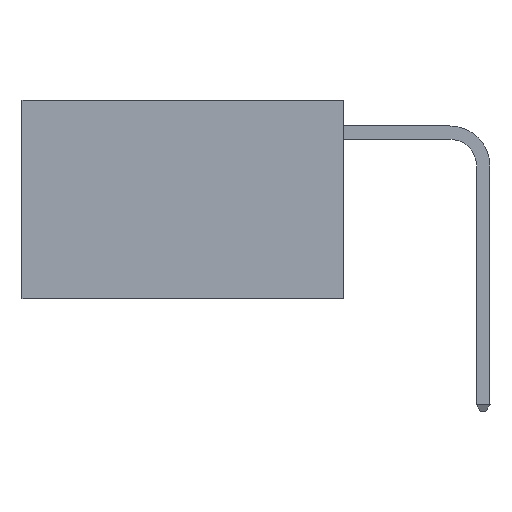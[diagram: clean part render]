
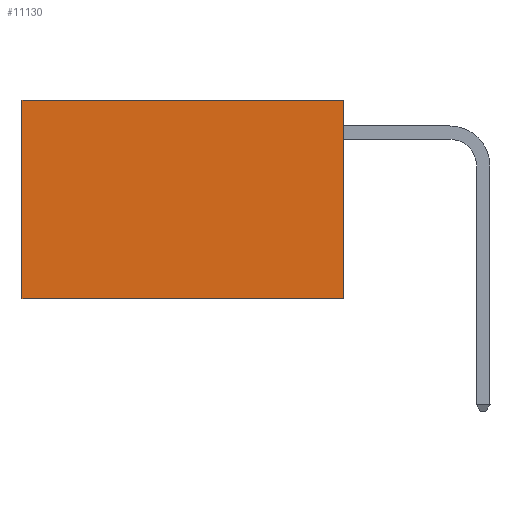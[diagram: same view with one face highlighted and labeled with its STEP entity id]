
A CAD part, left-side view. The second image highlights one B-rep face of the part: STEP entity #11130.
In plain terms, the highlighted planar face has unit normal (-1, 0, 0).
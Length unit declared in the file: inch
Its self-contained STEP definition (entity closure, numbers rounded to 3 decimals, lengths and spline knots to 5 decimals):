
#105 = LINE ( 'NONE', #1255, #4336 ) ;
#376 = CARTESIAN_POINT ( 'NONE',  ( 0.2625, 0.6, 0. ) ) ;
#482 = EDGE_CURVE ( 'NONE', #10877, #2348, #2195, .T. ) ;
#956 = DIRECTION ( 'NONE',  ( 0., 0., -1. ) ) ;
#1115 = CARTESIAN_POINT ( 'NONE',  ( 0.2625, 0., -0.37 ) ) ;
#1255 = CARTESIAN_POINT ( 'NONE',  ( 0.2625, 0.6, 0. ) ) ;
#2195 = LINE ( 'NONE', #1115, #4553 ) ;
#2348 = VERTEX_POINT ( 'NONE', #8930 ) ;
#3471 = EDGE_CURVE ( 'NONE', #6485, #14037, #13404, .T. ) ;
#3663 = EDGE_CURVE ( 'NONE', #14037, #2348, #105, .T. ) ;
#4336 = VECTOR ( 'NONE', #956, 39.37008 ) ;
#4553 = VECTOR ( 'NONE', #6942, 39.37008 ) ;
#4726 = EDGE_CURVE ( 'NONE', #6485, #10877, #5984, .T. ) ;
#5264 = CARTESIAN_POINT ( 'NONE',  ( 0.2625, 0., -0.37 ) ) ;
#5984 = LINE ( 'NONE', #14426, #12979 ) ;
#6053 = DIRECTION ( 'NONE',  ( 0., 1., 0. ) ) ;
#6404 = CARTESIAN_POINT ( 'NONE',  ( 0.2625, 0., 0. ) ) ;
#6485 = VERTEX_POINT ( 'NONE', #9199 ) ;
#6942 = DIRECTION ( 'NONE',  ( 0., 1., 0. ) ) ;
#7917 = AXIS2_PLACEMENT_3D ( 'NONE', #12936, #8234, #10631 ) ;
#8139 = ORIENTED_EDGE ( 'NONE', *, *, #3471, .T. ) ;
#8159 = PLANE ( 'NONE',  #7917 ) ;
#8234 = DIRECTION ( 'NONE',  ( 1., 0., 0. ) ) ;
#8930 = CARTESIAN_POINT ( 'NONE',  ( 0.2625, 0.6, -0.37 ) ) ;
#9199 = CARTESIAN_POINT ( 'NONE',  ( 0.2625, 0., 0. ) ) ;
#9311 = ORIENTED_EDGE ( 'NONE', *, *, #482, .F. ) ;
#10631 = DIRECTION ( 'NONE',  ( 0., 0., -1. ) ) ;
#10877 = VERTEX_POINT ( 'NONE', #5264 ) ;
#11130 = ADVANCED_FACE ( 'NONE', ( #12783 ), #8159, .F. ) ;
#12045 = EDGE_LOOP ( 'NONE', ( #14355, #9311, #12379, #8139 ) ) ;
#12379 = ORIENTED_EDGE ( 'NONE', *, *, #4726, .F. ) ;
#12783 = FACE_OUTER_BOUND ( 'NONE', #12045, .T. ) ;
#12936 = CARTESIAN_POINT ( 'NONE',  ( 0.2625, 0., 0. ) ) ;
#12979 = VECTOR ( 'NONE', #14208, 39.37008 ) ;
#13404 = LINE ( 'NONE', #6404, #13637 ) ;
#13637 = VECTOR ( 'NONE', #6053, 39.37008 ) ;
#14037 = VERTEX_POINT ( 'NONE', #376 ) ;
#14208 = DIRECTION ( 'NONE',  ( 0., 0., -1. ) ) ;
#14355 = ORIENTED_EDGE ( 'NONE', *, *, #3663, .T. ) ;
#14426 = CARTESIAN_POINT ( 'NONE',  ( 0.2625, 0., 0. ) ) ;
